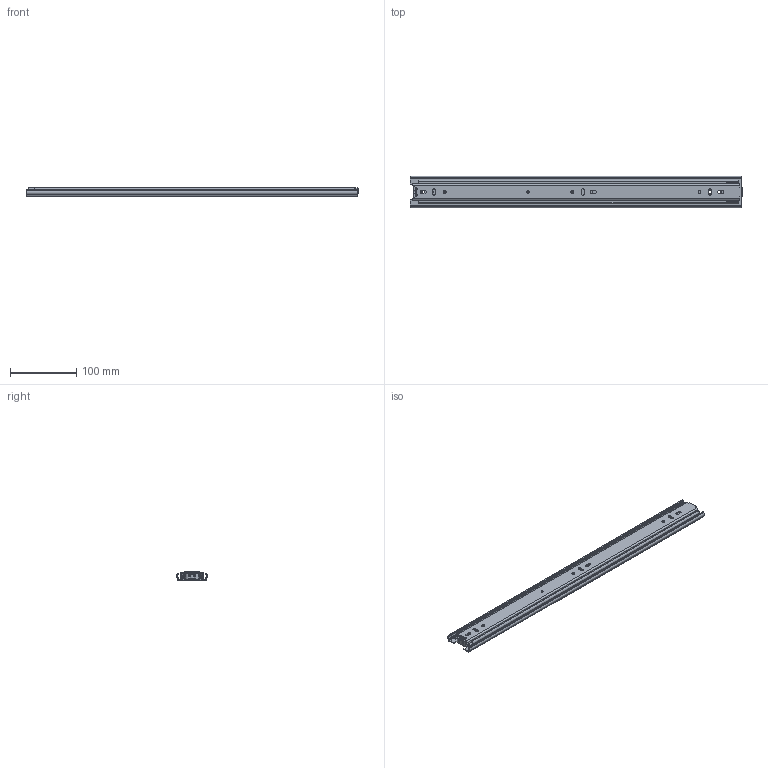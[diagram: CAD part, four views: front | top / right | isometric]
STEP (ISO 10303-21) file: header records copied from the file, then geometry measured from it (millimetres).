
FILE_DESCRIPTION (( 'STEP AP203' ), '1' );
FILE_NAME ('47100-500-Close.STEP', '2023-02-02T00:46:07', ( '' ), ( '' ), 'SwSTEP 2.0', 'SolidWorks 2020', '' );
FILE_SCHEMA (( 'CONFIG_CONTROL_DESIGN' ));
Length unit declared in the file: millimetre
Products named in the file (7): 500內板; 饅頭; 47100-500-Close; 500外板; 小鳥; 黑頭; 500中板
Assembly tree (6 placements, depth 2):
  47100-500-Close
    500外板
    500中板
    500內板
    饅頭
    黑頭
    小鳥
Bounding box: 500.16 x 46.98 x 13 mm (x, y, z)
Volume: 110157.9 mm3; surface area: 153754.5 mm2
Topology: 6 solids, 6 shells, 567 faces, 1621 edges, 1067 vertices
Faces by surface type: cylinder 326, plane 207, torus 18, bspline 8, cone 6, sphere 2
Entity records: 20058 total; most frequent: CARTESIAN_POINT 4001, DIRECTION 3327, ORIENTED_EDGE 3238, EDGE_CURVE 1619, AXIS2_PLACEMENT_3D 1230, VERTEX_POINT 1066, LINE 867, VECTOR 867
